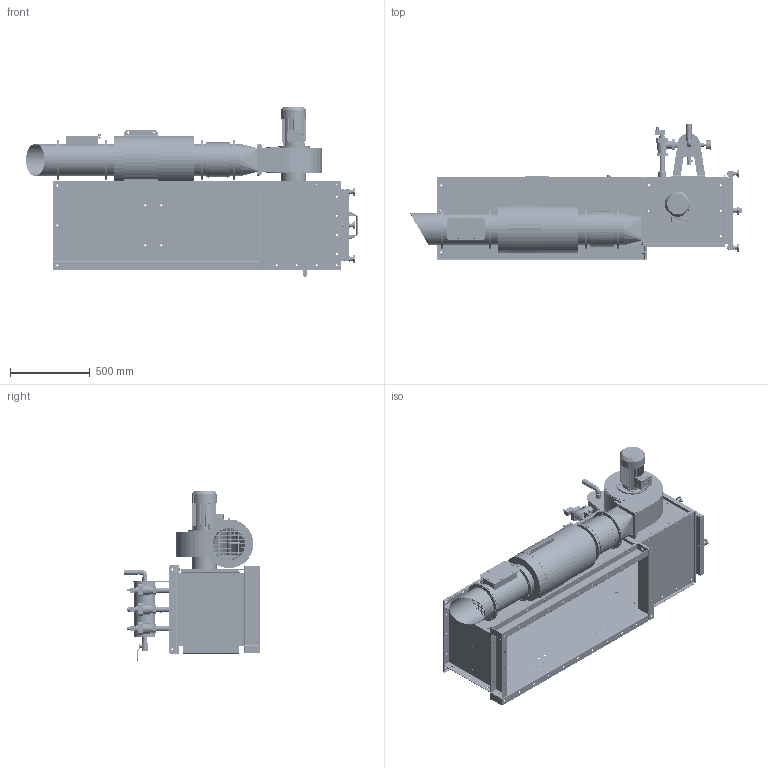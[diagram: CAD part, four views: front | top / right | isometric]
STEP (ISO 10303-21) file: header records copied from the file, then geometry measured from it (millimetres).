
FILE_DESCRIPTION (( 'STEP AP203' ), '1' );
FILE_NAME ('LJHO02.STEP', '2023-12-04T10:07:16', ( '' ), ( '' ), 'SwSTEP 2.0', 'SolidWorks 2022', '' );
FILE_SCHEMA (( 'CONFIG_CONTROL_DESIGN' ));
Length unit declared in the file: millimetre
Products named in the file (104): POJISTNÝ VENTIL G3-4 - MOSAZ_Výchozí; PH-S078-01 - FLANGE_Výchozí; FITTING INNER THREAD G1 2'''' S235_Výchozí; FS-D010-49 - BACK COVER 6-1 G3_Výchozí; FL-D001-15 -TUBE IN_Výchozí; FL-D004-45 - FLANGE II_Výchozí; BOLT - B_M6x20; PO-SJ32-02 - GRID_Výchozí; RO-S067-03 - FLANGE_Výchozí; VR-S012-00 - WLDM INPUT DN150-300_Výchozí; FS-S713-04 - FRAME I_Výchozí; WASHER JOINT - SW+W_M10-BW; FL-S065-01 - PLETIVO_Výchozí; ZÁSLEPKA G1-2 - MOSAZ_Výchozí; SPOJ M6x16 - SMP_Výchozí; K0148_210; RG-S187-01 - PIPE_Výchozí; PP-D002-95 - RUBBER I D200 H200_Výchozí; DIN 125 T1 6,4 - PODLOZKA; PO-SJ31-01 - TUBE_Výchozí; User Library-manometrM63-3 igs; RO-S067-00 - WLDM TUBE TZL_Výchozí; VR-S011-04 - FLANGE BOT_Výchozí; FITTING INNER THREAD G3 4'''' S235_Výchozí; VR-N000-02 - SEAL DV300_Výchozí; FL-D004-46 - FLANGE III_Výchozí; FS-D002-21 - CAP O THREAD_Výchozí; PP-S248-02 - REDUCT_Výchozí; MATICE HVĚZDA M10 - MHVPP; KULOVÝ VENTIL G3-4_Výchozí; FL-D004-43 - ROOF 6-12_Výchozí; BOLT JOINT - B+W-W+N_M8x20-X5-W; FL-S065-00 - SVAREK MŘÍŽKY_Výchozí; FL-D004-89 - BUCKLE_Výchozí; PP-S247-03 - RING 250_Výchozí; FL-D004-47 - FLANGE I_Výchozí; FS-N000-09 - MADLO_Výchozí; CSN 02 1740.00 6 - PODLOZKA; KOLENO 3-4 F-M_Výchozí; PO-SJ32-00 - EXHAUST 200 GRID_Výchozí ...
Assembly tree (153 placements, depth 6):
  LJHO02
    FL-6-1-12 - ASSY LOCAL FILTER 23-11_Výchozí
      FL-M006-29 - ASSY FILTER BOX 6-1-12 23-11_Výchozí
        FS-D006-56 - SIDE PANEL 1250x420 P2 G3_Výchozí
        FS-D012-07 - SIDE PANEL 1250x420 L2 F G3_Výchozí
        FS-D010-49 - BACK COVER 6-1 G3_Výchozí
        FL-M007-28 - ASSY REGENERATION 3V_Výchozí
          FL-D004-23 - ROOF PV 6 G4_Výchozí
          O-KROUŽEK - 34x4_Výchozí  x6
          FS-D002-21 - CAP O THREAD_Výchozí  x3
          RG-S187-00 - WLDM PRESSURE VESSEL 3V-120-S G5_Výchozí
            RG-S187-01 - PIPE_Výchozí
            RG-S100-02 - TUBE VALVE 33,7_Výchozí  x5
            RG-S135-03 - BRACKET_Výchozí  x2
            FITTING INNER THREAD G3 4'''' S235_Výchozí  x2
            FITTING INNER THREAD G1 2'''' S235_Výchozí  x3
          VENTIL OFUKU_Výchozí  x3
          FL-D001-15 -TUBE IN_Výchozí  x3
          User Library-manometrM63-3 igs
          BMA-12 - KOHOUT KULOVÝ G1-2_Výchozí
          ZÁSLEPKA G1-2 - MOSAZ_Výchozí
          POJISTNÝ VENTIL G3-4 - MOSAZ_Výchozí
          SPOJ M6x16 - SMP_Výchozí
            ISO 4017 M6X16-5.6 - HEXAGON HEAD SCREW
            DIN 125 T1 6,4 - PODLOZKA
            CSN 02 1740.00 6 - PODLOZKA
          KOLENO 3-4 F-M_Výchozí
          KULOVÝ VENTIL G3-4_Výchozí
        FS-M007-83 - ASSY FRONT DOOR 6-1 S G5
          FS-S713-00 - WLDM FRAME 6-1-S_Výchozí
            FS-S713-08 - FRAME IV_Výchozí  x2
            FS-S713-04 - FRAME I_Výchozí  x2
            FS-S713-02 - HEM II_Výchozí  x2
            FS-S713-01 - HEM I_Výchozí  x2
            BOLT - B_M10x55  x4
          00547004 - U-PIRELI SEAL 6-1-S_Výchozí
          MATICE HVĚZDA M10 - MHVPP  x4
            K0148_210
            WASHER JOINT - SW+W_M10-BW
          FS-D012-14 - DOOR_Výchozí
          FS-N000-09 - MADLO_Výchozí
          BOLT - B_M6x20
          NUT JOINT - N+SW+W_M6-W
      FL-M000-78 - ASSY FLAGE IN 6-12_Výchozí
        FL-D004-46 - FLANGE III_Výchozí
        FL-D004-47 - FLANGE I_Výchozí
        FL-D004-44 - FLANGE II_Výchozí
        FL-D004-45 - FLANGE II_Výchozí
        BOLT JOINT - B+W-W+N_M10x20-X5-W
      FL-D004-28 - STRIP ROOF_Výchozí
      FL-D002-69 - BRACKET AOV_Výchozí
      BOLT JOINT - B+W-W+N_M10x25-X8-W
      FL-D004-43 - ROOF 6-12_Výchozí
      THREADED ROD - TR_M10x220  x2
      FL-D004-89 - BUCKLE_Výchozí  x2
      PRGG-DNXXXX - FLANGE G&G_PRGG-DN200  x3
      TH-M004-08 - SILENCER DN200-L500_Výchozí
      PO-SH72-00 - REDUCT TO 200_Výchozí
        PO-SH72-04 - REDUCT_Výchozí  x2
        PO-SH72-06 - COLLAR_Výchozí
Bounding box: 2079.92 x 853.5 x 1061.5 mm (x, y, z)
Volume: 43550625.3 mm3; surface area: 16753000.2 mm2
Topology: 163 solids, 163 shells, 5144 faces, 12747 edges, 8080 vertices
Faces by surface type: plane 2687, cylinder 1953, torus 222, bspline 152, cone 122, sphere 8
Entity records: 143225 total; most frequent: CARTESIAN_POINT 31682, DIRECTION 20638, ORIENTED_EDGE 20208, EDGE_CURVE 10104, AXIS2_PLACEMENT_3D 7200, VERTEX_POINT 6419, VECTOR 6238, LINE 6238
